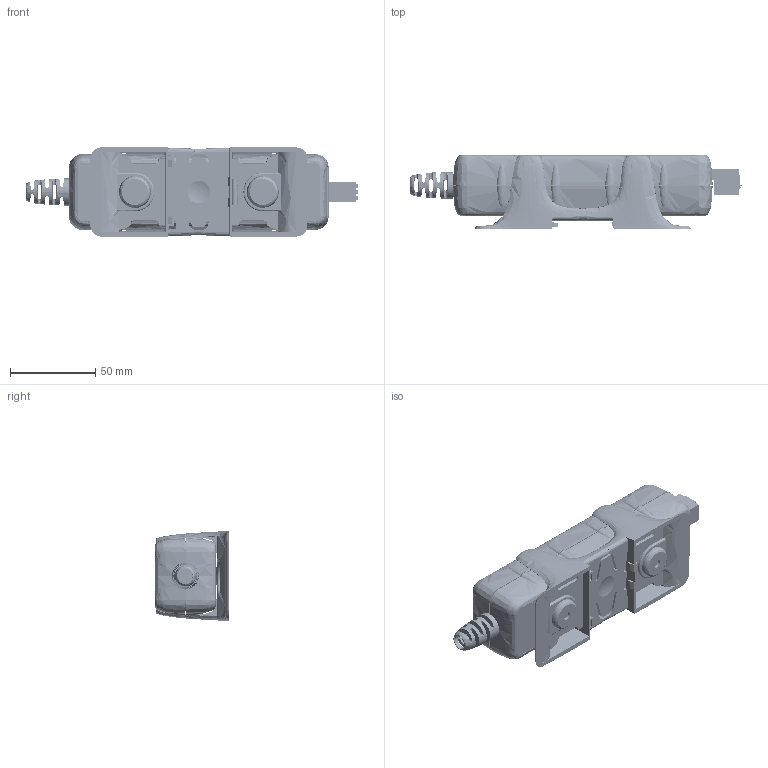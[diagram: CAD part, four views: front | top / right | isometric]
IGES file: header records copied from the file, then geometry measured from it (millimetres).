
Start section: SolidWorks IGES file using analytic representation for surfaces
Global section: file name: vbr_asm-3P-Univ_mst.IGS; native system: SolidWorks 2012; preprocessor: SolidWorks 2012; author: mark.taft; date: 150924.161559; units: inch
Bounding box: 194.75 x 43.58 x 53.07 mm (x, y, z)
Surface area: 105474.4 mm2 (no closed solid volume)
Topology: 0 solids, 0 shells, 5151 faces, 48583 edges, 48544 vertices
Faces by surface type: bspline 4362, revolution 789
